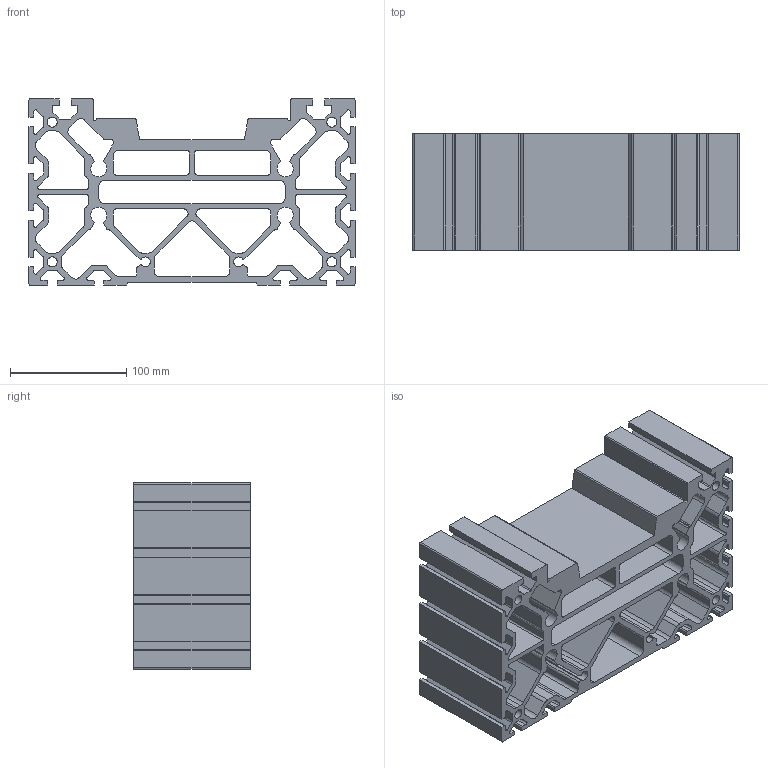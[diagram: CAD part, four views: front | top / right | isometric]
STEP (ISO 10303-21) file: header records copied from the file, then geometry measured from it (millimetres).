
FILE_DESCRIPTION(/* description */ ('PROF.GUIDA ELG 280x160 GREZZO L7000'),/* implementation_level */ '2;1');
FILE_NAME(/* name */ '440000009978.stp',/* time_stamp */ '2022-12-05T15:08:54+01:00',/* author */ ('tecnico7'),/* organization */ (''),/* preprocessor_version */ 'ST-DEVELOPER v18.1',/* originating_system */ 'Autodesk Inventor 2022',/* authorisation */ '');
FILE_SCHEMA (('AUTOMOTIVE_DESIGN { 1 0 10303 214 3 1 1 }'));
Length unit declared in the file: millimetre
Products named in the file (1): APRGD0000075
Bounding box: 280 x 100 x 160 mm (x, y, z)
Volume: 1347354.6 mm3; surface area: 459440.6 mm2
Topology: 1 solids, 1 shells, 474 faces, 1416 edges, 944 vertices
Faces by surface type: plane 251, cylinder 223
Full cylindrical faces by diameter (mm): 8.5 x4
Entity records: 16161 total; most frequent: CARTESIAN_POINT 2835, ORIENTED_EDGE 2832, DIRECTION 2812, EDGE_CURVE 1416, LINE 970, VECTOR 970, VERTEX_POINT 944, AXIS2_PLACEMENT_3D 921
